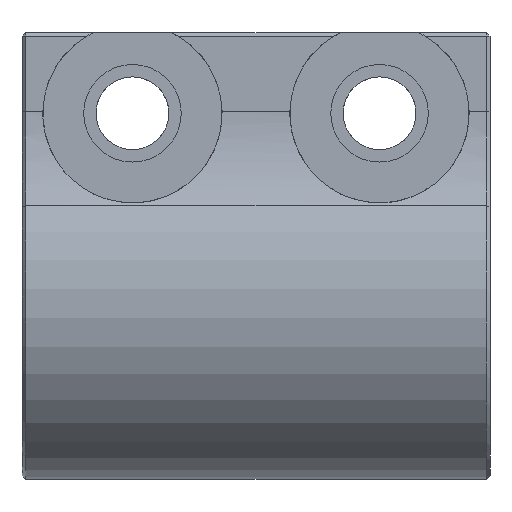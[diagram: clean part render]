
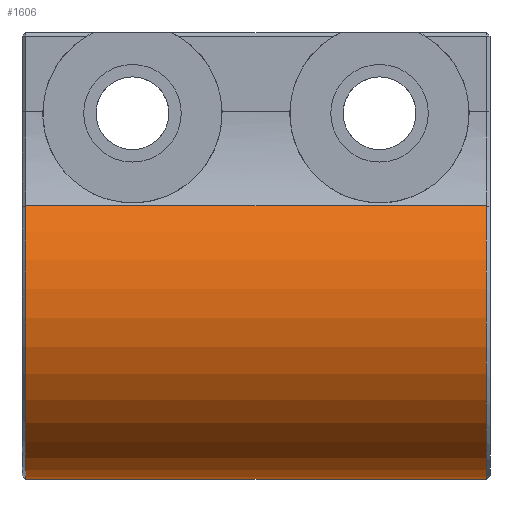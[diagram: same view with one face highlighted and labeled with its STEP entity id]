
A CAD part, left-side view. The second image highlights one B-rep face of the part: STEP entity #1606.
In plain terms, the highlighted cylindrical face has radius 6.35 mm (diameter 12.7 mm), a partial arc.
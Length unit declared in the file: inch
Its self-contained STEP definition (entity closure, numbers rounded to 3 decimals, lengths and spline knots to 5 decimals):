
#17 = CARTESIAN_POINT ( 'NONE',  ( -0.2125, 0.005, 0.1317 ) ) ;
#41 = CARTESIAN_POINT ( 'NONE',  ( 0., 0.005, 0. ) ) ;
#118 = DIRECTION ( 'NONE',  ( 0., -1., 0. ) ) ;
#124 = ORIENTED_EDGE ( 'NONE', *, *, #673, .T. ) ;
#136 = DIRECTION ( 'NONE',  ( 0., -1., 0. ) ) ;
#176 = DIRECTION ( 'NONE',  ( 0., 0., 1. ) ) ;
#418 = VERTEX_POINT ( 'NONE', #1218 ) ;
#437 = CIRCLE ( 'NONE', #1387, 0.25 ) ;
#441 = VECTOR ( 'NONE', #118, 39.37008 ) ;
#502 = ORIENTED_EDGE ( 'NONE', *, *, #1179, .T. ) ;
#548 = AXIS2_PLACEMENT_3D ( 'NONE', #1177, #136, #1907 ) ;
#625 = VERTEX_POINT ( 'NONE', #1143 ) ;
#647 = CARTESIAN_POINT ( 'NONE',  ( 0., 0.6475, -0.25 ) ) ;
#673 = EDGE_CURVE ( 'NONE', #1307, #625, #882, .T. ) ;
#746 = CARTESIAN_POINT ( 'NONE',  ( -0.2125, 0.6525, 0.1317 ) ) ;
#806 = DIRECTION ( 'NONE',  ( 0., -1., 0. ) ) ;
#835 = ORIENTED_EDGE ( 'NONE', *, *, #1668, .T. ) ;
#850 = CARTESIAN_POINT ( 'NONE',  ( 0., 0.6525, -0.25 ) ) ;
#882 = LINE ( 'NONE', #850, #441 ) ;
#895 = DIRECTION ( 'NONE',  ( 0., 1., 0. ) ) ;
#945 = AXIS2_PLACEMENT_3D ( 'NONE', #1692, #806, #1846 ) ;
#954 = EDGE_LOOP ( 'NONE', ( #1768, #124, #502, #835 ) ) ;
#956 = CYLINDRICAL_SURFACE ( 'NONE', #548, 0.25 ) ;
#1064 = DIRECTION ( 'NONE',  ( 0., 1., 0. ) ) ;
#1120 = VERTEX_POINT ( 'NONE', #17 ) ;
#1143 = CARTESIAN_POINT ( 'NONE',  ( 0., 0.005, -0.25 ) ) ;
#1177 = CARTESIAN_POINT ( 'NONE',  ( 0., 0.6525, 0. ) ) ;
#1179 = EDGE_CURVE ( 'NONE', #625, #1120, #437, .T. ) ;
#1218 = CARTESIAN_POINT ( 'NONE',  ( -0.2125, 0.6475, 0.1317 ) ) ;
#1257 = VECTOR ( 'NONE', #895, 39.37008 ) ;
#1300 = LINE ( 'NONE', #746, #1257 ) ;
#1307 = VERTEX_POINT ( 'NONE', #647 ) ;
#1330 = CIRCLE ( 'NONE', #945, 0.25 ) ;
#1372 = EDGE_CURVE ( 'NONE', #418, #1307, #1330, .T. ) ;
#1387 = AXIS2_PLACEMENT_3D ( 'NONE', #41, #1064, #176 ) ;
#1606 = ADVANCED_FACE ( 'NONE', ( #1798 ), #956, .T. ) ;
#1668 = EDGE_CURVE ( 'NONE', #1120, #418, #1300, .T. ) ;
#1692 = CARTESIAN_POINT ( 'NONE',  ( 0., 0.6475, 0. ) ) ;
#1768 = ORIENTED_EDGE ( 'NONE', *, *, #1372, .T. ) ;
#1798 = FACE_OUTER_BOUND ( 'NONE', #954, .T. ) ;
#1846 = DIRECTION ( 'NONE',  ( 0., 0., 1. ) ) ;
#1907 = DIRECTION ( 'NONE',  ( 0., 0., -1. ) ) ;
